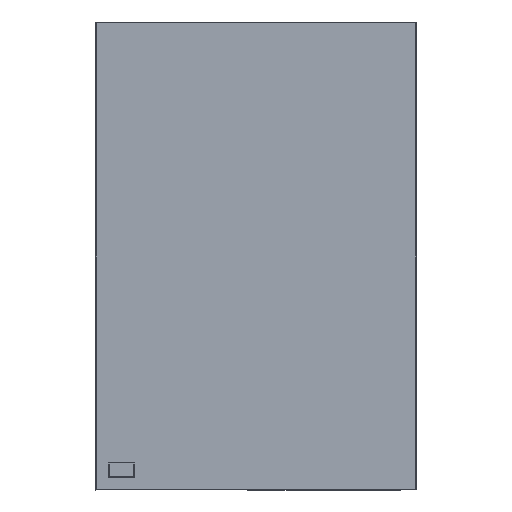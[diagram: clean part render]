
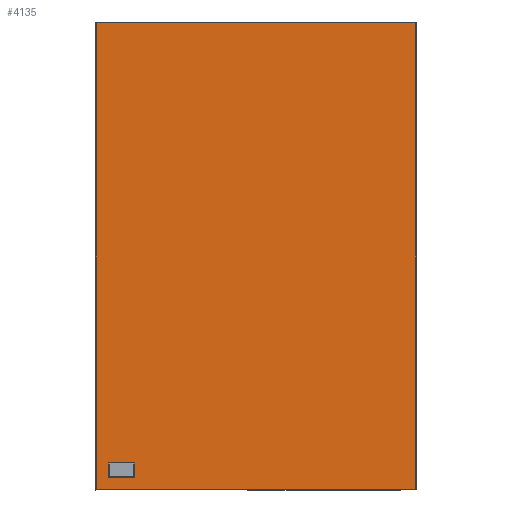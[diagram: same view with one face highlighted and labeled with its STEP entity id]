
A CAD part, left-side view. The second image highlights one B-rep face of the part: STEP entity #4135.
In plain terms, the highlighted planar face has unit normal (-1, 0, 0).
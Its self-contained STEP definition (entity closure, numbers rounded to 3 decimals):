
#3774=CARTESIAN_POINT('',(-2620.441,11479.729,0.8));
#3775=VERTEX_POINT('',#3774);
#3776=CARTESIAN_POINT('',(-2620.441,11851.466,0.8));
#3777=VERTEX_POINT('',#3776);
#3778=CARTESIAN_POINT('',(-2620.441,11479.729,0.8));
#3779=DIRECTION('',(0.0,1.0,0.0));
#3780=VECTOR('',#3779,371.737);
#3781=LINE('',#3778,#3780);
#3782=EDGE_CURVE('',#3775,#3777,#3781,.T.);
#3814=CARTESIAN_POINT('',(-2620.441,11851.798,1.131));
#3815=VERTEX_POINT('',#3814);
#3816=CARTESIAN_POINT('',(-2620.441,11851.466,0.8));
#3817=DIRECTION('',(0.0,0.707,0.707));
#3818=VECTOR('',#3817,0.469);
#3819=LINE('',#3816,#3818);
#3820=EDGE_CURVE('',#3777,#3815,#3819,.T.);
#3845=CARTESIAN_POINT('',(-2620.441,11851.798,544.869));
#3846=VERTEX_POINT('',#3845);
#3847=CARTESIAN_POINT('',(-2620.441,11851.798,1.131));
#3848=DIRECTION('',(0.0,0.0,1.0));
#3849=VECTOR('',#3848,543.737);
#3850=LINE('',#3847,#3849);
#3851=EDGE_CURVE('',#3815,#3846,#3850,.T.);
#3885=CARTESIAN_POINT('',(-2620.441,11851.466,545.2));
#3886=VERTEX_POINT('',#3885);
#3887=CARTESIAN_POINT('',(-2620.441,11851.798,544.869));
#3888=DIRECTION('',(0.0,-0.707,0.707));
#3889=VECTOR('',#3888,0.469);
#3890=LINE('',#3887,#3889);
#3891=EDGE_CURVE('',#3846,#3886,#3890,.T.);
#3916=CARTESIAN_POINT('',(-2620.441,11479.729,545.2));
#3917=VERTEX_POINT('',#3916);
#3918=CARTESIAN_POINT('',(-2620.441,11851.466,545.2));
#3919=DIRECTION('',(0.0,-1.0,0.0));
#3920=VECTOR('',#3919,371.737);
#3921=LINE('',#3918,#3920);
#3922=EDGE_CURVE('',#3886,#3917,#3921,.T.);
#3947=CARTESIAN_POINT('',(-2620.441,11479.398,544.869));
#3948=VERTEX_POINT('',#3947);
#3949=CARTESIAN_POINT('',(-2620.441,11479.729,545.2));
#3950=DIRECTION('',(0.0,-0.707,-0.707));
#3951=VECTOR('',#3950,0.469);
#3952=LINE('',#3949,#3951);
#3953=EDGE_CURVE('',#3917,#3948,#3952,.T.);
#3978=CARTESIAN_POINT('',(-2620.441,11479.398,1.131));
#3979=VERTEX_POINT('',#3978);
#3980=CARTESIAN_POINT('',(-2620.441,11479.398,544.869));
#3981=DIRECTION('',(0.0,0.0,-1.0));
#3982=VECTOR('',#3981,543.737);
#3983=LINE('',#3980,#3982);
#3984=EDGE_CURVE('',#3948,#3979,#3983,.T.);
#4007=CARTESIAN_POINT('',(-2620.441,11479.398,1.131));
#4008=DIRECTION('',(0.0,0.707,-0.707));
#4009=VECTOR('',#4008,0.469);
#4010=LINE('',#4007,#4009);
#4011=EDGE_CURVE('',#3979,#3775,#4010,.T.);
#4120=CARTESIAN_POINT('',(-2620.441,11665.598,0.799));
#4121=DIRECTION('',(-1.0,0.0,0.0));
#4122=DIRECTION('',(0.0,0.0,1.0));
#4123=AXIS2_PLACEMENT_3D('',#4120,#4121,#4122);
#4124=PLANE('',#4123);
#4125=ORIENTED_EDGE('',*,*,#3782,.F.);
#4126=ORIENTED_EDGE('',*,*,#4011,.F.);
#4127=ORIENTED_EDGE('',*,*,#3984,.F.);
#4128=ORIENTED_EDGE('',*,*,#3953,.F.);
#4129=ORIENTED_EDGE('',*,*,#3922,.F.);
#4130=ORIENTED_EDGE('',*,*,#3891,.F.);
#4131=ORIENTED_EDGE('',*,*,#3851,.F.);
#4132=ORIENTED_EDGE('',*,*,#3820,.F.);
#4133=EDGE_LOOP('',(#4125,#4126,#4127,#4128,#4129,#4130,#4131,#4132));
#4134=FACE_OUTER_BOUND('',#4133,.T.);
#4135=ADVANCED_FACE('',(#4134),#4124,.T.);
